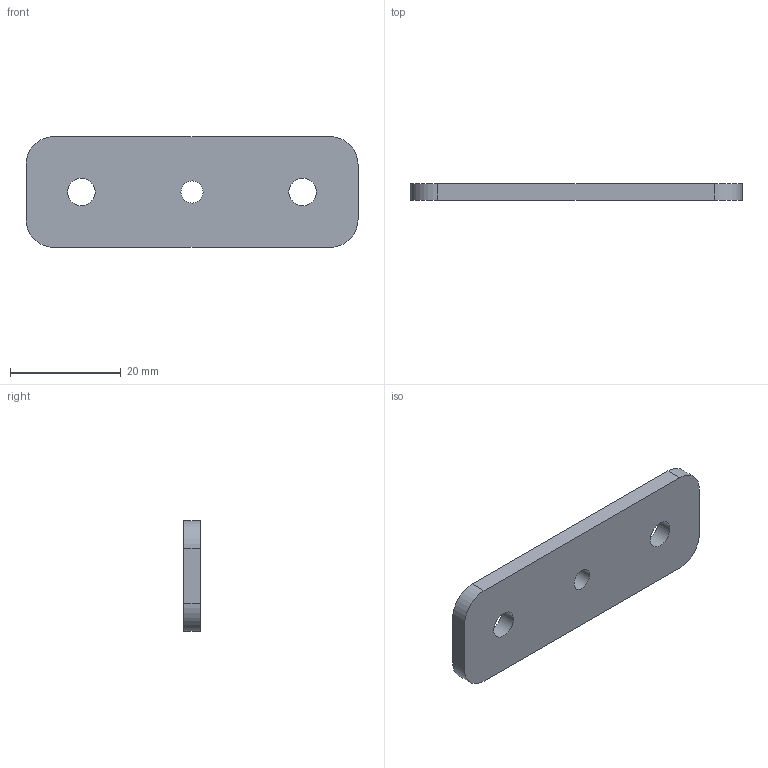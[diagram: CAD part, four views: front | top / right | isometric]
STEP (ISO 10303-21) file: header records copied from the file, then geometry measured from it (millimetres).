
FILE_DESCRIPTION((''),'2;1');
FILE_NAME('OBMP-SAR-1234','2023-10-10T19:25:34',('ccha425'),('Department of Mechanical Engineering, The University of Auckland'),'CREO PARAMETRIC BY PTC INC, 2017260','CREO PARAMETRIC BY PTC INC, 2017260','');
FILE_SCHEMA(('CONFIG_CONTROL_DESIGN'));
Length unit declared in the file: millimetre
Products named in the file (1): OBMP-SAR-1234
Bounding box: 60 x 3 x 20 mm (x, y, z)
Volume: 3380.1 mm3; surface area: 2839.6 mm2
Topology: 1 solids, 1 shells, 16 faces, 42 edges, 28 vertices
Faces by surface type: cylinder 10, plane 6
Entity records: 556 total; most frequent: DIRECTION 94, CARTESIAN_POINT 86, ORIENTED_EDGE 84, EDGE_CURVE 42, AXIS2_PLACEMENT_3D 36, VERTEX_POINT 28, VECTOR 22, LINE 22
